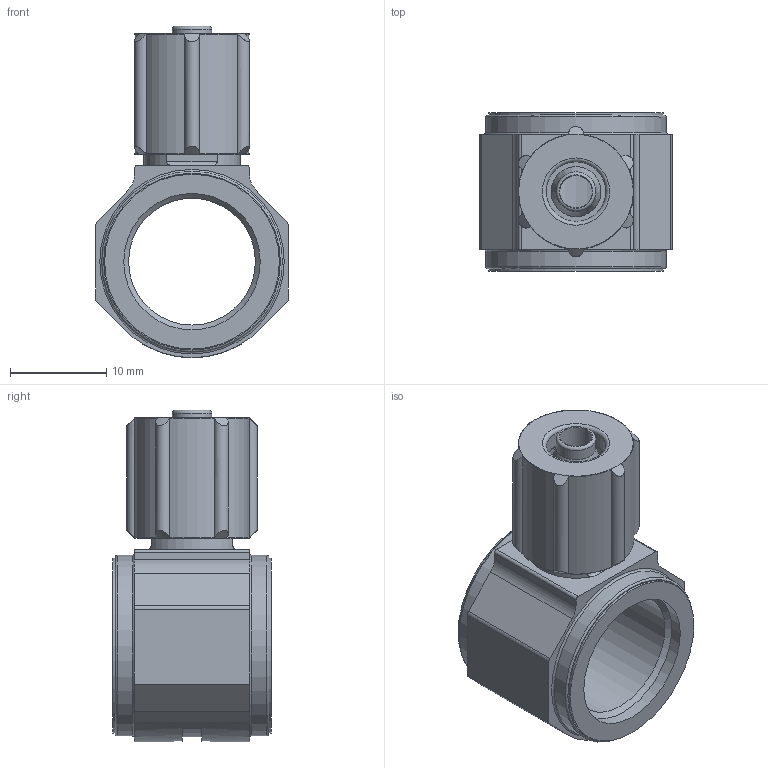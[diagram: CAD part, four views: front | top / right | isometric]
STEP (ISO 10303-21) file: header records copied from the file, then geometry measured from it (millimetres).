
FILE_DESCRIPTION(/* description */ ('STEP AP214'),/* implementation_level */ '2;1');
FILE_NAME(/* name */ '6282_LK-1_4-PK-4-KU',/* time_stamp */ '2024-09-04T18:19:09+02:00',/* author */ ('License CC BY-ND 4.0'),/* organization */ ('CADENAS'),/* preprocessor_version */ 'ST-DEVELOPER v19.3',/* originating_system */ 'PARTsolutions',/* authorisation */ ' ');
FILE_SCHEMA (('AUTOMOTIVE_DESIGN {1 0 10303 214 3 1 1}'));
Length unit declared in the file: millimetre
Products named in the file (3): 6282 LK-1/4-PK-4-KU; 253027 LCK-1/4-PK-4 KU; 211291 MCK-PK-4-KU
Assembly tree (2 placements, depth 2):
  6282 LK-1/4-PK-4-KU
    253027 LCK-1/4-PK-4 KU
    211291 MCK-PK-4-KU
Bounding box: 20 x 16.5 x 34.5 mm (x, y, z)
Volume: 4096.1 mm3; surface area: 3611.9 mm2
Topology: 2 solids, 2 shells, 83 faces, 196 edges, 125 vertices
Faces by surface type: cylinder 39, plane 26, cone 9, torus 9
Full cylindrical faces by diameter (mm): 3.4 x1, 4.1 x1, 4.8 x1, 6.2 x1, 8.917 x1, 10 x1, 13.2 x1, 14.2 x2, 18.2 x2, 18.8 x2
Entity records: 2401 total; most frequent: CARTESIAN_POINT 510, DIRECTION 390, ORIENTED_EDGE 328, EDGE_CURVE 164, AXIS2_PLACEMENT_3D 161, EDGE_LOOP 126, FACE_BOUND 126, VERTEX_POINT 122
